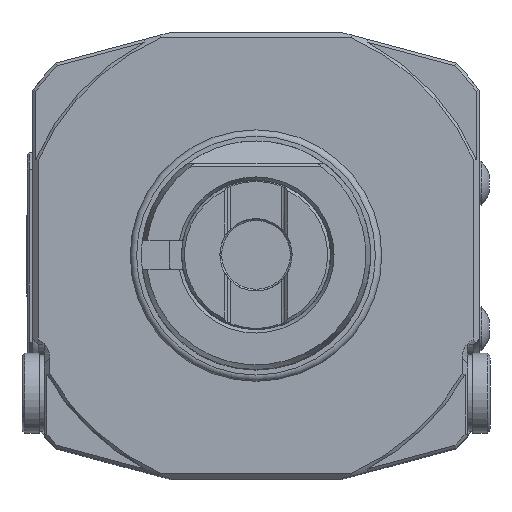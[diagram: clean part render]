
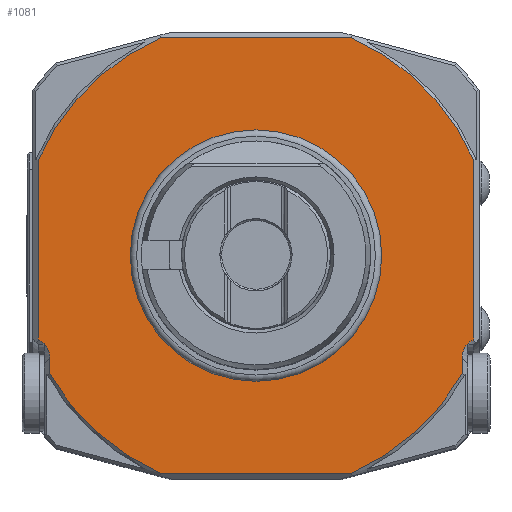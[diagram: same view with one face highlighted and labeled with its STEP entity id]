
A CAD part, top view. The second image highlights one B-rep face of the part: STEP entity #1081.
In plain terms, the highlighted planar face has unit normal (0, 0, 1).
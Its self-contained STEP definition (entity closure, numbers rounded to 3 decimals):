
#293=LINE('',#7245,#514);
#294=LINE('',#7261,#515);
#295=LINE('',#7265,#516);
#296=LINE('',#7269,#517);
#297=LINE('',#7285,#518);
#298=LINE('',#7289,#519);
#514=VECTOR('',#5148,1.);
#515=VECTOR('',#5149,1.);
#516=VECTOR('',#5152,1.);
#517=VECTOR('',#5155,1.);
#518=VECTOR('',#5156,1.);
#519=VECTOR('',#5159,1.);
#760=FACE_BOUND('',#1690,.T.);
#761=FACE_BOUND('',#1691,.T.);
#870=B_SPLINE_CURVE_WITH_KNOTS('',3,(#7247,#7248,#7249,#7250,#7251,#7252,
#7253,#7254,#7255,#7256,#7257,#7258,#7259),.UNSPECIFIED.,.F.,.F.,(4,3,3,
3,4),(0.,0.257,0.516,0.761,1.),
 .UNSPECIFIED.);
#871=B_SPLINE_CURVE_WITH_KNOTS('',3,(#7271,#7272,#7273,#7274,#7275,#7276,
#7277,#7278,#7279,#7280,#7281,#7282,#7283),.UNSPECIFIED.,.F.,.F.,(4,3,3,
3,4),(0.,0.329,0.588,0.849,1.),
 .UNSPECIFIED.);
#1081=ADVANCED_FACE('',(#760,#761),#1250,.T.);
#1250=PLANE('',#4265);
#1690=EDGE_LOOP('',(#2492));
#1691=EDGE_LOOP('',(#2493,#2494,#2495,#2496,#2497,#2498,#2499,#2500,#2501,
#2502,#2503,#2504));
#2492=ORIENTED_EDGE('',*,*,#3538,.T.);
#2493=ORIENTED_EDGE('',*,*,#3625,.F.);
#2494=ORIENTED_EDGE('',*,*,#3626,.T.);
#2495=ORIENTED_EDGE('',*,*,#3627,.T.);
#2496=ORIENTED_EDGE('',*,*,#3628,.T.);
#2497=ORIENTED_EDGE('',*,*,#3629,.F.);
#2498=ORIENTED_EDGE('',*,*,#3630,.T.);
#2499=ORIENTED_EDGE('',*,*,#3631,.F.);
#2500=ORIENTED_EDGE('',*,*,#3632,.T.);
#2501=ORIENTED_EDGE('',*,*,#3633,.T.);
#2502=ORIENTED_EDGE('',*,*,#3634,.T.);
#2503=ORIENTED_EDGE('',*,*,#3635,.F.);
#2504=ORIENTED_EDGE('',*,*,#3636,.T.);
#3082=VERTEX_POINT('',#6991);
#3151=VERTEX_POINT('',#7243);
#3152=VERTEX_POINT('',#7244);
#3153=VERTEX_POINT('',#7246);
#3154=VERTEX_POINT('',#7260);
#3155=VERTEX_POINT('',#7262);
#3156=VERTEX_POINT('',#7264);
#3157=VERTEX_POINT('',#7266);
#3158=VERTEX_POINT('',#7268);
#3159=VERTEX_POINT('',#7270);
#3160=VERTEX_POINT('',#7284);
#3161=VERTEX_POINT('',#7286);
#3162=VERTEX_POINT('',#7288);
#3538=EDGE_CURVE('',#3082,#3082,#3859,.T.);
#3625=EDGE_CURVE('',#3151,#3152,#3886,.T.);
#3626=EDGE_CURVE('',#3151,#3153,#293,.T.);
#3627=EDGE_CURVE('',#3153,#3154,#870,.T.);
#3628=EDGE_CURVE('',#3154,#3155,#294,.T.);
#3629=EDGE_CURVE('',#3156,#3155,#3887,.T.);
#3630=EDGE_CURVE('',#3156,#3157,#295,.T.);
#3631=EDGE_CURVE('',#3158,#3157,#3888,.T.);
#3632=EDGE_CURVE('',#3158,#3159,#296,.T.);
#3633=EDGE_CURVE('',#3159,#3160,#871,.T.);
#3634=EDGE_CURVE('',#3160,#3161,#297,.T.);
#3635=EDGE_CURVE('',#3162,#3161,#3889,.T.);
#3636=EDGE_CURVE('',#3162,#3152,#298,.T.);
#3859=CIRCLE('',#4198,21.699);
#3886=CIRCLE('',#4261,41.5);
#3887=CIRCLE('',#4262,41.5);
#3888=CIRCLE('',#4263,41.5);
#3889=CIRCLE('',#4264,41.5);
#4198=AXIS2_PLACEMENT_3D('',#6990,#4982,#4983);
#4261=AXIS2_PLACEMENT_3D('',#7242,#5146,#5147);
#4262=AXIS2_PLACEMENT_3D('',#7263,#5150,#5151);
#4263=AXIS2_PLACEMENT_3D('',#7267,#5153,#5154);
#4264=AXIS2_PLACEMENT_3D('',#7287,#5157,#5158);
#4265=AXIS2_PLACEMENT_3D('',#7290,#5160,#5161);
#4982=DIRECTION('',(0.,0.,-1.));
#4983=DIRECTION('',(1.,0.,0.));
#5146=DIRECTION('',(0.,0.,-1.));
#5147=DIRECTION('',(0.,1.,0.));
#5148=DIRECTION('',(0.,-1.,0.));
#5149=DIRECTION('',(0.,-1.,0.));
#5150=DIRECTION('',(0.,0.,-1.));
#5151=DIRECTION('',(0.,1.,0.));
#5152=DIRECTION('',(1.,0.,0.));
#5153=DIRECTION('',(0.,0.,-1.));
#5154=DIRECTION('',(0.,1.,0.));
#5155=DIRECTION('',(0.,1.,0.));
#5156=DIRECTION('',(0.,1.,0.));
#5157=DIRECTION('',(0.,0.,-1.));
#5158=DIRECTION('',(0.,1.,0.));
#5159=DIRECTION('',(-1.,0.,0.));
#5160=DIRECTION('',(0.,0.,1.));
#5161=DIRECTION('',(0.,1.,0.));
#6990=CARTESIAN_POINT('',(0.,0.,0.));
#6991=CARTESIAN_POINT('',(21.699,0.,0.));
#7242=CARTESIAN_POINT('',(0.,0.,0.));
#7243=CARTESIAN_POINT('',(-38.,16.681,0.));
#7244=CARTESIAN_POINT('',(-16.681,38.,0.));
#7245=CARTESIAN_POINT('',(-38.,41.5,0.));
#7246=CARTESIAN_POINT('',(-38.,-14.735,0.));
#7247=CARTESIAN_POINT('',(-38.,-14.735,0.));
#7248=CARTESIAN_POINT('',(-37.677,-14.863,0.));
#7249=CARTESIAN_POINT('',(-37.37,-15.044,0.));
#7250=CARTESIAN_POINT('',(-37.106,-15.271,0.));
#7251=CARTESIAN_POINT('',(-36.842,-15.499,0.));
#7252=CARTESIAN_POINT('',(-36.617,-15.779,0.));
#7253=CARTESIAN_POINT('',(-36.448,-16.084,0.));
#7254=CARTESIAN_POINT('',(-36.288,-16.374,0.));
#7255=CARTESIAN_POINT('',(-36.173,-16.692,0.));
#7256=CARTESIAN_POINT('',(-36.101,-17.016,0.));
#7257=CARTESIAN_POINT('',(-36.031,-17.333,0.));
#7258=CARTESIAN_POINT('',(-36.,-17.66,0.));
#7259=CARTESIAN_POINT('',(-36.,-17.984,0.));
#7260=CARTESIAN_POINT('',(-36.,-17.984,0.));
#7261=CARTESIAN_POINT('',(-36.,41.5,0.));
#7262=CARTESIAN_POINT('',(-36.,-20.646,0.));
#7263=CARTESIAN_POINT('',(0.,0.,0.));
#7264=CARTESIAN_POINT('',(-16.681,-38.,0.));
#7265=CARTESIAN_POINT('',(0.,-38.,0.));
#7266=CARTESIAN_POINT('',(16.681,-38.,0.));
#7267=CARTESIAN_POINT('',(0.,0.,0.));
#7268=CARTESIAN_POINT('',(36.,-20.646,0.));
#7269=CARTESIAN_POINT('',(36.,41.5,0.));
#7270=CARTESIAN_POINT('',(36.,-17.984,0.));
#7271=CARTESIAN_POINT('',(36.,-17.984,0.));
#7272=CARTESIAN_POINT('',(36.,-17.54,0.));
#7273=CARTESIAN_POINT('',(36.059,-17.088,0.));
#7274=CARTESIAN_POINT('',(36.196,-16.666,0.));
#7275=CARTESIAN_POINT('',(36.305,-16.333,0.));
#7276=CARTESIAN_POINT('',(36.466,-16.012,0.));
#7277=CARTESIAN_POINT('',(36.676,-15.732,0.));
#7278=CARTESIAN_POINT('',(36.887,-15.451,0.));
#7279=CARTESIAN_POINT('',(37.153,-15.206,0.));
#7280=CARTESIAN_POINT('',(37.449,-15.017,0.));
#7281=CARTESIAN_POINT('',(37.622,-14.905,0.));
#7282=CARTESIAN_POINT('',(37.808,-14.811,0.));
#7283=CARTESIAN_POINT('',(38.,-14.735,0.));
#7284=CARTESIAN_POINT('',(38.,-14.735,0.));
#7285=CARTESIAN_POINT('',(38.,41.5,0.));
#7286=CARTESIAN_POINT('',(38.,16.681,0.));
#7287=CARTESIAN_POINT('',(0.,0.,0.));
#7288=CARTESIAN_POINT('',(16.681,38.,0.));
#7289=CARTESIAN_POINT('',(0.,38.,0.));
#7290=CARTESIAN_POINT('',(0.,41.5,0.));
